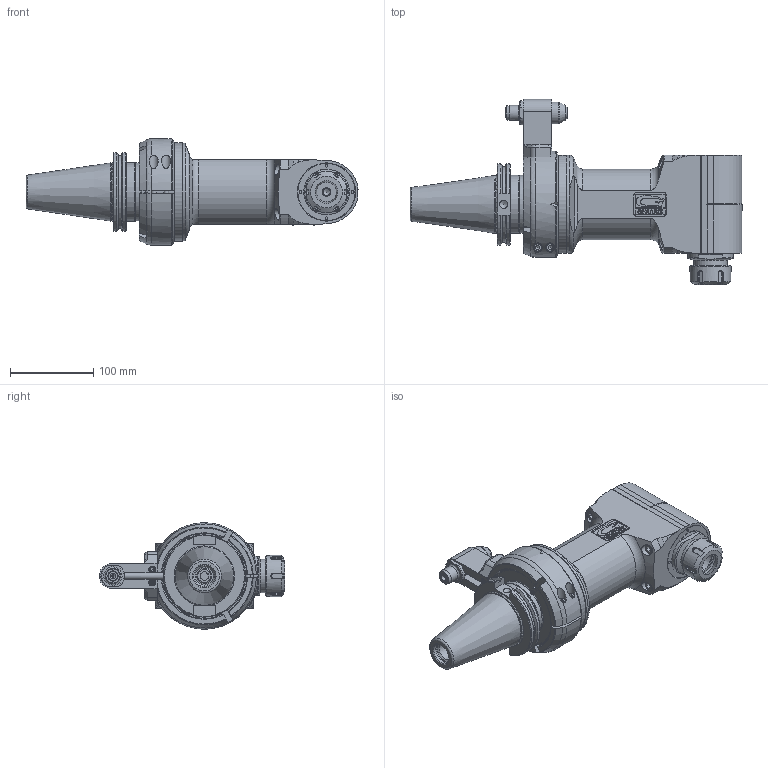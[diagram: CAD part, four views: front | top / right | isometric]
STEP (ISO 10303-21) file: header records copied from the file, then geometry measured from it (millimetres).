
FILE_DESCRIPTION(/* description */ (''),/* implementation_level */ '2;1');
FILE_NAME(/* name */ '9.F90.20L00-8C50.stp',/* time_stamp */ '2024-01-25T14:33:42-05:00',/* author */ ('jkrenzer'),/* organization */ (''),/* preprocessor_version */ 'ST-DEVELOPER v18.1',/* originating_system */ 'Autodesk Inventor 2022',/* authorisation */ '');
FILE_SCHEMA (('AUTOMOTIVE_DESIGN { 1 0 10303 214 3 1 1 }'));
Products named in the file (10): 9.F90.20L00-8C50; 9GA21C_451   (Type 2, Cat50, 110mm); 9FL2ATC; 9CT502ATC; 9F18T2110_ASM; 9F18T2110A; 9F18T2110B; 9_F90_20L00; 9F9020L00; 9ER32STD
Assembly tree (9 placements, depth 4):
  9.F90.20L00-8C50
    9GA21C_451   (Type 2, Cat50, 110mm)
      9FL2ATC
      9CT502ATC
      9F18T2110_ASM
        9F18T2110A
        9F18T2110B
    9_F90_20L00
      9F9020L00
      9ER32STD
Bounding box: 399.46 x 222.75 x 128 mm (x, y, z)
Volume: 2570925.7 mm3; surface area: 261796.1 mm2
Topology: 8 solids, 9 shells, 671 faces, 1933 edges, 1343 vertices
Faces by surface type: plane 318, cylinder 151, cone 123, torus 42, bspline 33, sphere 4
Full cylindrical faces by diameter (mm): 2.5 x3, 2.6 x2, 3 x1, 3.2 x8, 4 x1, 4.2 x2, 5 x4, 5.3 x2, 6 x4, 6.5 x1, 7 x1, 8 x3, 8.5 x1, 8.821 x1, 9.525 x1, 10 x4, 10.4 x2, 11 x2, 12 x2, 12.5 x1, 13 x4, 13.5 x4, 14 x1, 18 x2, 21.963 x1, 22.6 x1, 24 x1, 26 x1, 26.187 x1, 26.8 x1
Entity records: 38604 total; most frequent: CARTESIAN_POINT 21117, ORIENTED_EDGE 3812, DIRECTION 3332, EDGE_CURVE 1907, VERTEX_POINT 1343, AXIS2_PLACEMENT_3D 1192, LINE 948, VECTOR 948
